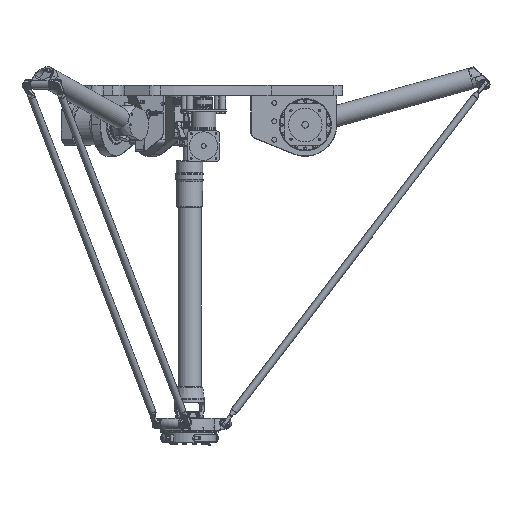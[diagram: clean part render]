
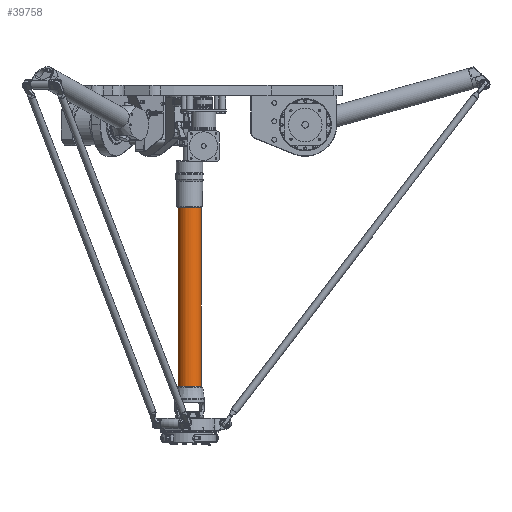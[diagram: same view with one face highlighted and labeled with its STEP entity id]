
A CAD part, front view. The second image highlights one B-rep face of the part: STEP entity #39758.
In plain terms, the highlighted cylindrical face has radius 33.5 mm (diameter 67 mm), a full revolution.
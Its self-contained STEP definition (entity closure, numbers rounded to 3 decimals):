
#1430=CYLINDRICAL_SURFACE('',#43992,33.5);
#2343=FACE_BOUND('',#9909,.T.);
#3964=CIRCLE('',#43900,33.5);
#3995=CIRCLE('',#43979,33.5);
#6684=FACE_OUTER_BOUND('',#9908,.T.);
#9908=EDGE_LOOP('',(#33124));
#9909=EDGE_LOOP('',(#33125));
#19077=VERTEX_POINT('',#73807);
#19139=VERTEX_POINT('',#74144);
#23850=EDGE_CURVE('',#19077,#19077,#3964,.T.);
#23945=EDGE_CURVE('',#19139,#19139,#3995,.T.);
#33124=ORIENTED_EDGE('',*,*,#23850,.F.);
#33125=ORIENTED_EDGE('',*,*,#23945,.T.);
#39758=ADVANCED_FACE('',(#6684,#2343),#1430,.T.);
#43900=AXIS2_PLACEMENT_3D('',#73808,#53794,#53795);
#43979=AXIS2_PLACEMENT_3D('',#74145,#53996,#53997);
#43992=AXIS2_PLACEMENT_3D('',#74162,#54022,#54023);
#53794=DIRECTION('center_axis',(0.,-1.,0.));
#53795=DIRECTION('ref_axis',(1.,0.,0.));
#53996=DIRECTION('center_axis',(0.,-1.,0.));
#53997=DIRECTION('ref_axis',(1.,0.,0.));
#54022=DIRECTION('center_axis',(0.,-1.,0.));
#54023=DIRECTION('ref_axis',(1.,0.,0.));
#73807=CARTESIAN_POINT('',(33.5,0.,0.));
#73808=CARTESIAN_POINT('Origin',(0.,0.,0.));
#74144=CARTESIAN_POINT('',(33.5,510.07,0.));
#74145=CARTESIAN_POINT('Origin',(0.,510.07,0.));
#74162=CARTESIAN_POINT('Origin',(0.,255.035,0.));
